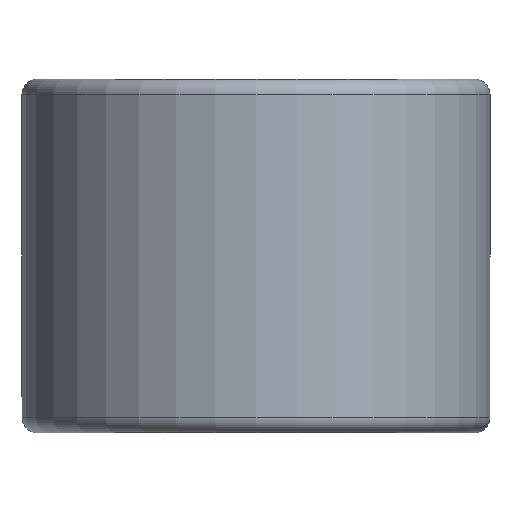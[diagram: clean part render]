
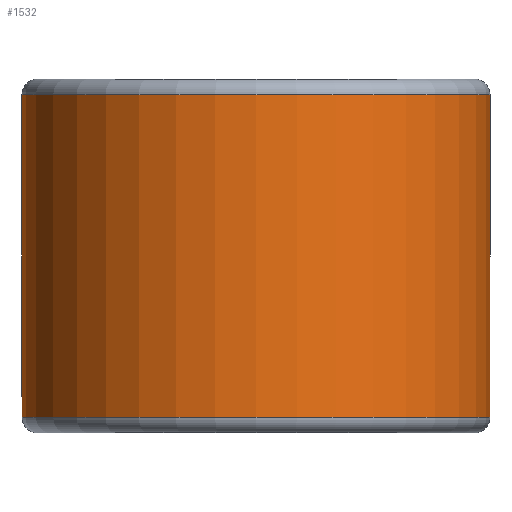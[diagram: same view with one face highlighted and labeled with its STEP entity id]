
A CAD part, front view. The second image highlights one B-rep face of the part: STEP entity #1532.
In plain terms, the highlighted cylindrical face has radius 11.506 mm (diameter 23.012 mm), a partial arc.
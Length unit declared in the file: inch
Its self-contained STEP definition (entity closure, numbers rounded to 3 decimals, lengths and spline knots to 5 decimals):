
#117 = EDGE_CURVE ( 'NONE', #2631, #1405, #691, .T. ) ;
#172 = CARTESIAN_POINT ( 'NONE',  ( 0.375, -1.281, 0. ) ) ;
#184 = DIRECTION ( 'NONE',  ( 1., 0., 0. ) ) ;
#205 = DIRECTION ( 'NONE',  ( 0., 0., 1. ) ) ;
#304 = EDGE_LOOP ( 'NONE', ( #1451, #1830, #1838, #2427 ) ) ;
#446 = CIRCLE ( 'NONE', #1611, 0.453 ) ;
#608 = CYLINDRICAL_SURFACE ( 'NONE', #960, 0.453 ) ;
#617 = AXIS2_PLACEMENT_3D ( 'NONE', #1234, #1345, #1806 ) ;
#679 = EDGE_CURVE ( 'NONE', #2609, #2468, #446, .T. ) ;
#691 = CIRCLE ( 'NONE', #617, 0.453 ) ;
#818 = VECTOR ( 'NONE', #2437, 39.37008 ) ;
#847 = FACE_OUTER_BOUND ( 'NONE', #304, .T. ) ;
#948 = CARTESIAN_POINT ( 'NONE',  ( -0.078, -1.281, -0.3125 ) ) ;
#960 = AXIS2_PLACEMENT_3D ( 'NONE', #172, #971, #184 ) ;
#971 = DIRECTION ( 'NONE',  ( 0., 0., 1. ) ) ;
#1177 = CARTESIAN_POINT ( 'NONE',  ( -0.078, -1.281, 0.3125 ) ) ;
#1234 = CARTESIAN_POINT ( 'NONE',  ( 0.375, -1.281, 0.3125 ) ) ;
#1236 = VECTOR ( 'NONE', #2615, 39.37008 ) ;
#1345 = DIRECTION ( 'NONE',  ( 0., 0., 1. ) ) ;
#1405 = VERTEX_POINT ( 'NONE', #2484 ) ;
#1415 = CARTESIAN_POINT ( 'NONE',  ( 0.375, -1.281, -0.3125 ) ) ;
#1451 = ORIENTED_EDGE ( 'NONE', *, *, #679, .T. ) ;
#1508 = EDGE_CURVE ( 'NONE', #2468, #1405, #2495, .T. ) ;
#1532 = ADVANCED_FACE ( 'NONE', ( #847 ), #608, .T. ) ;
#1611 = AXIS2_PLACEMENT_3D ( 'NONE', #1415, #205, #1627 ) ;
#1627 = DIRECTION ( 'NONE',  ( 1., 0., 0. ) ) ;
#1806 = DIRECTION ( 'NONE',  ( 1., 0., 0. ) ) ;
#1830 = ORIENTED_EDGE ( 'NONE', *, *, #1508, .T. ) ;
#1838 = ORIENTED_EDGE ( 'NONE', *, *, #117, .F. ) ;
#1865 = LINE ( 'NONE', #2184, #1236 ) ;
#2184 = CARTESIAN_POINT ( 'NONE',  ( -0.078, -1.281, 0.3125 ) ) ;
#2217 = CARTESIAN_POINT ( 'NONE',  ( 0.828, -1.281, 0. ) ) ;
#2386 = CARTESIAN_POINT ( 'NONE',  ( 0.828, -1.281, -0.3125 ) ) ;
#2427 = ORIENTED_EDGE ( 'NONE', *, *, #2564, .T. ) ;
#2437 = DIRECTION ( 'NONE',  ( 0., 0., 1. ) ) ;
#2468 = VERTEX_POINT ( 'NONE', #2386 ) ;
#2484 = CARTESIAN_POINT ( 'NONE',  ( 0.828, -1.281, 0.3125 ) ) ;
#2495 = LINE ( 'NONE', #2217, #818 ) ;
#2564 = EDGE_CURVE ( 'NONE', #2631, #2609, #1865, .T. ) ;
#2609 = VERTEX_POINT ( 'NONE', #948 ) ;
#2615 = DIRECTION ( 'NONE',  ( 0., 0., -1. ) ) ;
#2631 = VERTEX_POINT ( 'NONE', #1177 ) ;
